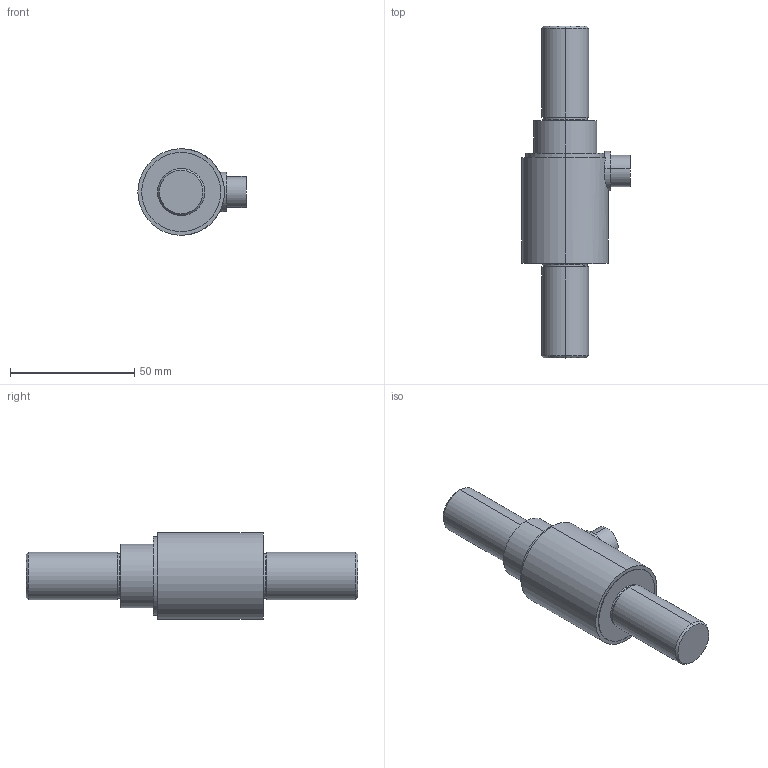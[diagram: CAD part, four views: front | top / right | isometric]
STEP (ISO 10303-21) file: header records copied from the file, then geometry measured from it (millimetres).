
FILE_DESCRIPTION (( 'STEP AP203' ), '1' );
FILE_NAME ('LC-20.STEP', '2023-12-04T21:01:00', ( '' ), ( '' ), 'SwSTEP 2.0', 'SolidWorks 2022', '' );
FILE_SCHEMA (( 'CONFIG_CONTROL_DESIGN' ));
Length unit declared in the file: inch
Products named in the file (1): LC-20
Bounding box: 43.5 x 133.35 x 34.8 mm (x, y, z)
Volume: 71007.9 mm3; surface area: 13161.2 mm2
Topology: 2 solids, 2 shells, 44 faces, 90 edges, 57 vertices
Faces by surface type: cylinder 23, plane 13, cone 4, torus 4
Entity records: 1287 total; most frequent: DIRECTION 234, CARTESIAN_POINT 229, ORIENTED_EDGE 180, AXIS2_PLACEMENT_3D 102, EDGE_CURVE 90, CIRCLE 57, VERTEX_POINT 57, EDGE_LOOP 51
